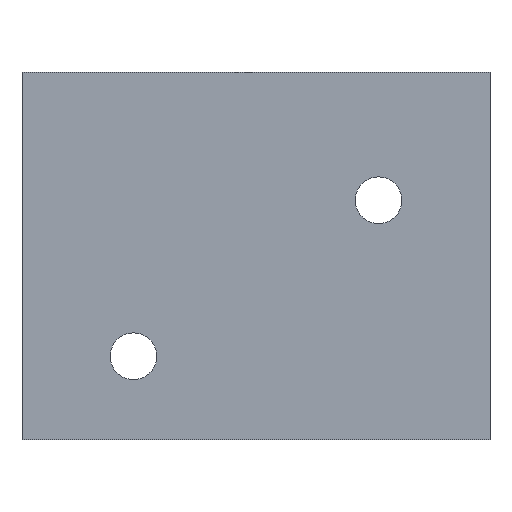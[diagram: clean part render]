
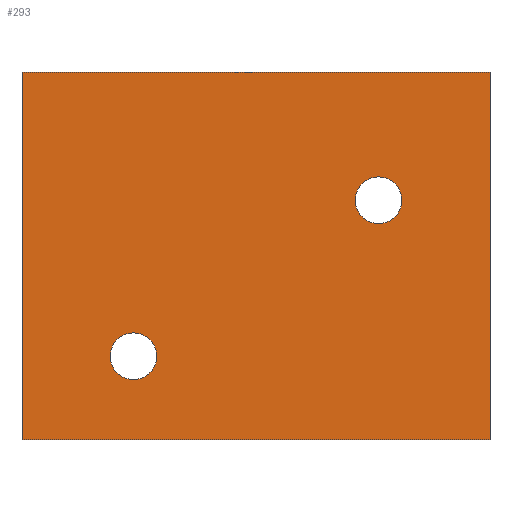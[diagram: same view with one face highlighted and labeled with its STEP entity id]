
A CAD part, front view. The second image highlights one B-rep face of the part: STEP entity #293.
In plain terms, the highlighted planar face has unit normal (0, -1, 0).
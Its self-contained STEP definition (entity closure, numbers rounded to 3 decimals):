
#7 = PLANE ( 'NONE',  #396 ) ;
#21 = DIRECTION ( 'NONE',  ( 0., -1., 0. ) ) ;
#24 = DIRECTION ( 'NONE',  ( 1., 0., 0. ) ) ;
#37 = CARTESIAN_POINT ( 'NONE',  ( 21., 14.268, -33. ) ) ;
#88 = CARTESIAN_POINT ( 'NONE',  ( 21., 14.268, 0. ) ) ;
#98 = CARTESIAN_POINT ( 'NONE',  ( -21., 14.268, -33. ) ) ;
#101 = CARTESIAN_POINT ( 'NONE',  ( 21., 14.268, -33. ) ) ;
#115 = DIRECTION ( 'NONE',  ( 1., 0., 0. ) ) ;
#121 = DIRECTION ( 'NONE',  ( 0., 0., 1. ) ) ;
#141 = DIRECTION ( 'NONE',  ( 1., 0., 0. ) ) ;
#147 = DIRECTION ( 'NONE',  ( 0., -1., 0. ) ) ;
#152 = DIRECTION ( 'NONE',  ( 1., 0., 0. ) ) ;
#159 = DIRECTION ( 'NONE',  ( 0., -1., 0. ) ) ;
#160 = DIRECTION ( 'NONE',  ( 1., 0., 0. ) ) ;
#166 = CARTESIAN_POINT ( 'NONE',  ( 11., 14.268, -11.5 ) ) ;
#170 = CARTESIAN_POINT ( 'NONE',  ( -11., 14.268, -25.5 ) ) ;
#199 = CARTESIAN_POINT ( 'NONE',  ( 21., 14.268, -33. ) ) ;
#210 = DIRECTION ( 'NONE',  ( 0., -1., 0. ) ) ;
#211 = CARTESIAN_POINT ( 'NONE',  ( 21., 14.268, 0. ) ) ;
#214 = CARTESIAN_POINT ( 'NONE',  ( -8.9, 14.268, -25.5 ) ) ;
#215 = DIRECTION ( 'NONE',  ( 0., -1., 0. ) ) ;
#216 = DIRECTION ( 'NONE',  ( 0., 0., 1. ) ) ;
#218 = CARTESIAN_POINT ( 'NONE',  ( -13.1, 14.268, -25.5 ) ) ;
#227 = CARTESIAN_POINT ( 'NONE',  ( 13.1, 14.268, -11.5 ) ) ;
#232 = CARTESIAN_POINT ( 'NONE',  ( -21., 14.268, 0. ) ) ;
#234 = CARTESIAN_POINT ( 'NONE',  ( 11., 14.268, -11.5 ) ) ;
#238 = CARTESIAN_POINT ( 'NONE',  ( 8.9, 14.268, -11.5 ) ) ;
#240 = DIRECTION ( 'NONE',  ( 1., 0., 0. ) ) ;
#242 = CARTESIAN_POINT ( 'NONE',  ( -11., 14.268, -25.5 ) ) ;
#248 = CARTESIAN_POINT ( 'NONE',  ( -21., 14.268, -33. ) ) ;
#250 = DIRECTION ( 'NONE',  ( 1., 0., 0. ) ) ;
#259 = CARTESIAN_POINT ( 'NONE',  ( 21., 14.268, -33. ) ) ;
#293 = ADVANCED_FACE ( 'NONE', ( #540, #570, #549 ), #7, .T. ) ;
#308 = ORIENTED_EDGE ( 'NONE', *, *, #362, .F. ) ;
#316 = ORIENTED_EDGE ( 'NONE', *, *, #339, .F. ) ;
#334 = EDGE_CURVE ( 'NONE', #499, #493, #615, .T. ) ;
#339 = EDGE_CURVE ( 'NONE', #499, #524, #592, .T. ) ;
#350 = EDGE_CURVE ( 'NONE', #524, #496, #614, .T. ) ;
#359 = EDGE_CURVE ( 'NONE', #500, #480, #620, .T. ) ;
#362 = EDGE_CURVE ( 'NONE', #469, #485, #634, .T. ) ;
#393 = EDGE_CURVE ( 'NONE', #485, #469, #671, .T. ) ;
#394 = EDGE_CURVE ( 'NONE', #480, #500, #662, .T. ) ;
#395 = EDGE_CURVE ( 'NONE', #493, #496, #678, .T. ) ;
#396 = AXIS2_PLACEMENT_3D ( 'NONE', #37, #21, #24 ) ;
#400 = AXIS2_PLACEMENT_3D ( 'NONE', #166, #159, #141 ) ;
#418 = AXIS2_PLACEMENT_3D ( 'NONE', #234, #210, #250 ) ;
#427 = AXIS2_PLACEMENT_3D ( 'NONE', #242, #215, #240 ) ;
#437 = AXIS2_PLACEMENT_3D ( 'NONE', #170, #147, #160 ) ;
#469 = VERTEX_POINT ( 'NONE', #218 ) ;
#480 = VERTEX_POINT ( 'NONE', #238 ) ;
#485 = VERTEX_POINT ( 'NONE', #214 ) ;
#493 = VERTEX_POINT ( 'NONE', #259 ) ;
#496 = VERTEX_POINT ( 'NONE', #211 ) ;
#499 = VERTEX_POINT ( 'NONE', #248 ) ;
#500 = VERTEX_POINT ( 'NONE', #227 ) ;
#524 = VERTEX_POINT ( 'NONE', #232 ) ;
#540 = FACE_BOUND ( 'NONE', #763, .T. ) ;
#549 = FACE_OUTER_BOUND ( 'NONE', #750, .T. ) ;
#570 = FACE_BOUND ( 'NONE', #765, .T. ) ;
#583 = VECTOR ( 'NONE', #115, 1000. ) ;
#590 = VECTOR ( 'NONE', #121, 1000. ) ;
#592 = LINE ( 'NONE', #98, #590 ) ;
#600 = VECTOR ( 'NONE', #152, 1000. ) ;
#614 = LINE ( 'NONE', #88, #600 ) ;
#615 = LINE ( 'NONE', #101, #583 ) ;
#620 = CIRCLE ( 'NONE', #400, 2.1 ) ;
#634 = CIRCLE ( 'NONE', #437, 2.1 ) ;
#662 = CIRCLE ( 'NONE', #418, 2.1 ) ;
#671 = CIRCLE ( 'NONE', #427, 2.1 ) ;
#678 = LINE ( 'NONE', #199, #688 ) ;
#688 = VECTOR ( 'NONE', #216, 1000. ) ;
#717 = ORIENTED_EDGE ( 'NONE', *, *, #394, .F. ) ;
#718 = ORIENTED_EDGE ( 'NONE', *, *, #359, .F. ) ;
#722 = ORIENTED_EDGE ( 'NONE', *, *, #350, .F. ) ;
#730 = ORIENTED_EDGE ( 'NONE', *, *, #334, .T. ) ;
#738 = ORIENTED_EDGE ( 'NONE', *, *, #393, .F. ) ;
#750 = EDGE_LOOP ( 'NONE', ( #722, #316, #730, #783 ) ) ;
#763 = EDGE_LOOP ( 'NONE', ( #718, #717 ) ) ;
#765 = EDGE_LOOP ( 'NONE', ( #738, #308 ) ) ;
#783 = ORIENTED_EDGE ( 'NONE', *, *, #395, .T. ) ;
